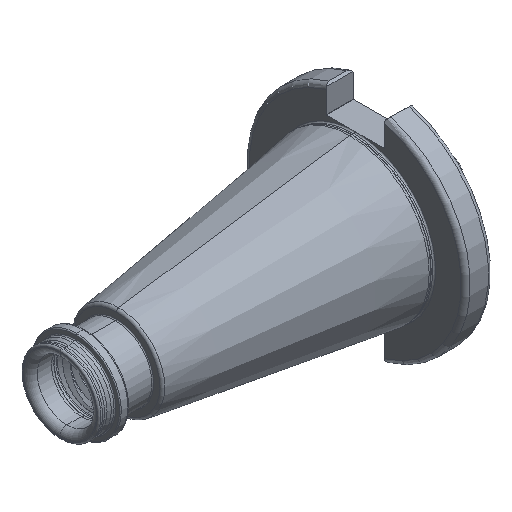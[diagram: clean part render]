
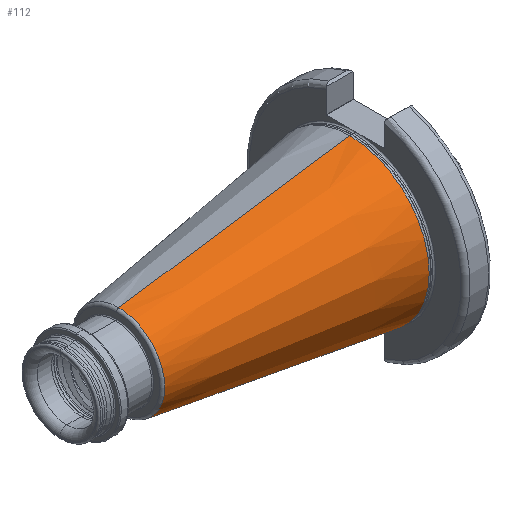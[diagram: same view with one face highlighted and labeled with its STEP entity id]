
A CAD part, isometric view. The second image highlights one B-rep face of the part: STEP entity #112.
In plain terms, the highlighted conical face has half-angle 8.297 degrees and reference radius 35.027 mm.
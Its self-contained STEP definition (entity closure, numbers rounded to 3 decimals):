
#112 = ADVANCED_FACE ( 'NONE', ( #1919 ), #2446, .T. ) ;
#183 = EDGE_CURVE ( 'NONE', #4874, #4872, #3567, .T. ) ;
#199 = EDGE_CURVE ( 'NONE', #4866, #4872, #2390, .T. ) ;
#200 = EDGE_CURVE ( 'NONE', #4878, #4874, #2389, .T. ) ;
#217 = EDGE_CURVE ( 'NONE', #4878, #4866, #3448, .T. ) ;
#733 = EDGE_LOOP ( 'NONE', ( #5379, #5378, #5377, #5381 ) ) ;
#1558 = CARTESIAN_POINT ( 'NONE',  ( -8.5, 0., -35.027 ) ) ;
#1561 = CARTESIAN_POINT ( 'NONE',  ( -8.5, 0., 35.027 ) ) ;
#1562 = CARTESIAN_POINT ( 'NONE',  ( -110.123, 0., 20.207 ) ) ;
#1564 = CARTESIAN_POINT ( 'NONE',  ( -110.123, 0., -20.207 ) ) ;
#1914 = AXIS2_PLACEMENT_3D ( 'NONE', #4467, #4468, #4469 ) ;
#1919 = FACE_OUTER_BOUND ( 'NONE', #733, .T. ) ;
#2389 = CIRCLE ( 'NONE', #4393, 20.207 ) ;
#2390 = CIRCLE ( 'NONE', #4404, 35.027 ) ;
#2446 = CONICAL_SURFACE ( 'NONE', #1914, 35.027, 0.145 ) ;
#2464 = VECTOR ( 'NONE', #3569, 1000. ) ;
#3448 = LINE ( 'NONE', #3449, #4341 ) ;
#3449 = CARTESIAN_POINT ( 'NONE',  ( -8.5, 0., -35.027 ) ) ;
#3450 = DIRECTION ( 'NONE',  ( 0.99, 0., -0.144 ) ) ;
#3567 = LINE ( 'NONE', #3568, #2464 ) ;
#3568 = CARTESIAN_POINT ( 'NONE',  ( -8.5, 0., 35.027 ) ) ;
#3569 = DIRECTION ( 'NONE',  ( 0.99, 0., 0.144 ) ) ;
#3640 = CARTESIAN_POINT ( 'NONE',  ( -8.5, 0., 0. ) ) ;
#3641 = DIRECTION ( 'NONE',  ( -1., 0., 0. ) ) ;
#3642 = DIRECTION ( 'NONE',  ( 0., 0., 1. ) ) ;
#3643 = CARTESIAN_POINT ( 'NONE',  ( -110.123, 0., 0. ) ) ;
#3644 = DIRECTION ( 'NONE',  ( -1., 0., 0. ) ) ;
#3645 = DIRECTION ( 'NONE',  ( 0., 0., 1. ) ) ;
#4341 = VECTOR ( 'NONE', #3450, 1000. ) ;
#4393 = AXIS2_PLACEMENT_3D ( 'NONE', #3643, #3644, #3645 ) ;
#4404 = AXIS2_PLACEMENT_3D ( 'NONE', #3640, #3641, #3642 ) ;
#4467 = CARTESIAN_POINT ( 'NONE',  ( -8.5, 0., 0. ) ) ;
#4468 = DIRECTION ( 'NONE',  ( 1., 0., 0. ) ) ;
#4469 = DIRECTION ( 'NONE',  ( 0., 0., -1. ) ) ;
#4866 = VERTEX_POINT ( 'NONE', #1558 ) ;
#4872 = VERTEX_POINT ( 'NONE', #1561 ) ;
#4874 = VERTEX_POINT ( 'NONE', #1562 ) ;
#4878 = VERTEX_POINT ( 'NONE', #1564 ) ;
#5377 = ORIENTED_EDGE ( 'NONE', *, *, #217, .T. ) ;
#5378 = ORIENTED_EDGE ( 'NONE', *, *, #200, .F. ) ;
#5379 = ORIENTED_EDGE ( 'NONE', *, *, #183, .F. ) ;
#5381 = ORIENTED_EDGE ( 'NONE', *, *, #199, .T. ) ;
